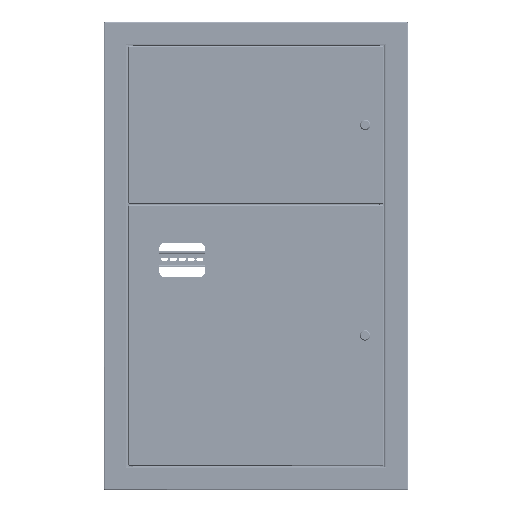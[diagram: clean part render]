
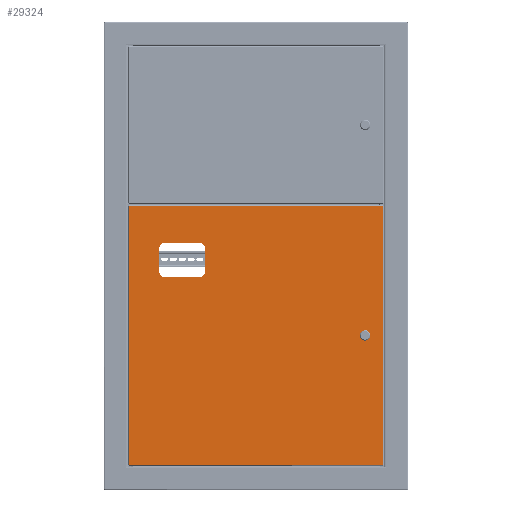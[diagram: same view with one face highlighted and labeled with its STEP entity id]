
A CAD part, top view. The second image highlights one B-rep face of the part: STEP entity #29324.
In plain terms, the highlighted planar face has unit normal (0, 0, 1).
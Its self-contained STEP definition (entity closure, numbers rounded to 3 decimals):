
#324 = VERTEX_POINT ( 'NONE', #68610 ) ;
#760 = CARTESIAN_POINT ( 'NONE',  ( 461.9, 465.7, 0. ) ) ;
#852 = CARTESIAN_POINT ( 'NONE',  ( 282.099, 31.5, 0. ) ) ;
#1067 = VECTOR ( 'NONE', #31550, 1000. ) ;
#1138 = VECTOR ( 'NONE', #34002, 1000. ) ;
#1356 = ORIENTED_EDGE ( 'NONE', *, *, #27705, .T. ) ;
#2246 = VERTEX_POINT ( 'NONE', #33071 ) ;
#2275 = ORIENTED_EDGE ( 'NONE', *, *, #22041, .F. ) ;
#2342 = CARTESIAN_POINT ( 'NONE',  ( 461.9, 480.7, 0. ) ) ;
#2732 = AXIS2_PLACEMENT_3D ( 'NONE', #23436, #30100, #7494 ) ;
#2766 = VERTEX_POINT ( 'NONE', #65904 ) ;
#2812 = DIRECTION ( 'NONE',  ( -1., 0., 0. ) ) ;
#3062 = FACE_BOUND ( 'NONE', #10471, .T. ) ;
#3893 = CARTESIAN_POINT ( 'NONE',  ( 461.9, 396.2, 0. ) ) ;
#3953 = DIRECTION ( 'NONE',  ( 1., 0., 0. ) ) ;
#4014 = VECTOR ( 'NONE', #31849, 1000. ) ;
#4314 = DIRECTION ( 'NONE',  ( 0., 0., 1. ) ) ;
#4588 = DIRECTION ( 'NONE',  ( 0., 1., 0. ) ) ;
#4722 = EDGE_CURVE ( 'NONE', #59401, #44519, #46682, .T. ) ;
#5115 = VECTOR ( 'NONE', #24525, 1000. ) ;
#5186 = VERTEX_POINT ( 'NONE', #10828 ) ;
#5465 = EDGE_CURVE ( 'NONE', #46874, #40983, #62168, .T. ) ;
#6240 = VECTOR ( 'NONE', #52302, 1000. ) ;
#6353 = VERTEX_POINT ( 'NONE', #31272 ) ;
#6358 = ORIENTED_EDGE ( 'NONE', *, *, #4722, .F. ) ;
#6980 = CARTESIAN_POINT ( 'NONE',  ( 274.801, 48.5, 0. ) ) ;
#7494 = DIRECTION ( 'NONE',  ( 1., 0., 0. ) ) ;
#7934 = CARTESIAN_POINT ( 'NONE',  ( 1.7, 1.7, 0. ) ) ;
#8100 = AXIS2_PLACEMENT_3D ( 'NONE', #3893, #30969, #2812 ) ;
#8157 = EDGE_LOOP ( 'NONE', ( #43738, #13573, #72324, #1356 ) ) ;
#9508 = LINE ( 'NONE', #50216, #20934 ) ;
#9653 = DIRECTION ( 'NONE',  ( 0., 0., 1. ) ) ;
#10471 = EDGE_LOOP ( 'NONE', ( #19622, #6358, #70743, #44617, #2275 ) ) ;
#10828 = CARTESIAN_POINT ( 'NONE',  ( 417.4, 480.7, 0. ) ) ;
#11015 = AXIS2_PLACEMENT_3D ( 'NONE', #62866, #34371, #62492 ) ;
#12012 = DIRECTION ( 'NONE',  ( -1., 0., 0. ) ) ;
#12029 = EDGE_CURVE ( 'NONE', #5186, #62734, #51253, .T. ) ;
#13573 = ORIENTED_EDGE ( 'NONE', *, *, #42397, .T. ) ;
#13948 = VERTEX_POINT ( 'NONE', #59077 ) ;
#14204 = FACE_BOUND ( 'NONE', #34491, .T. ) ;
#14251 = CARTESIAN_POINT ( 'NONE',  ( 402.4, 396.2, 0. ) ) ;
#16437 = LINE ( 'NONE', #38995, #6240 ) ;
#16443 = LINE ( 'NONE', #28290, #37869 ) ;
#18744 = CARTESIAN_POINT ( 'NONE',  ( 282.099, 48.5, 0. ) ) ;
#19383 = DIRECTION ( 'NONE',  ( 0., 0., -1. ) ) ;
#19622 = ORIENTED_EDGE ( 'NONE', *, *, #33780, .F. ) ;
#19855 = EDGE_CURVE ( 'NONE', #27718, #21582, #35337, .T. ) ;
#20082 = CARTESIAN_POINT ( 'NONE',  ( 555.2, 0., 0. ) ) ;
#20114 = DIRECTION ( 'NONE',  ( -1., 0., 0. ) ) ;
#20310 = ORIENTED_EDGE ( 'NONE', *, *, #19855, .F. ) ;
#20934 = VECTOR ( 'NONE', #3953, 1000. ) ;
#21582 = VERTEX_POINT ( 'NONE', #46358 ) ;
#22041 = EDGE_CURVE ( 'NONE', #47191, #13948, #47311, .T. ) ;
#22814 = DIRECTION ( 'NONE',  ( 0., -1., 0. ) ) ;
#23436 = CARTESIAN_POINT ( 'NONE',  ( 278.45, 40., 0. ) ) ;
#24007 = AXIS2_PLACEMENT_3D ( 'NONE', #54079, #9653, #38137 ) ;
#24505 = EDGE_CURVE ( 'NONE', #21582, #46874, #16443, .T. ) ;
#24525 = DIRECTION ( 'NONE',  ( -1., 0., 0. ) ) ;
#24799 = DIRECTION ( 'NONE',  ( 1., 0., 0. ) ) ;
#27705 = EDGE_CURVE ( 'NONE', #324, #53310, #44346, .T. ) ;
#27718 = VERTEX_POINT ( 'NONE', #39163 ) ;
#28290 = CARTESIAN_POINT ( 'NONE',  ( 476.9, 465.7, 0. ) ) ;
#29172 = ORIENTED_EDGE ( 'NONE', *, *, #24505, .F. ) ;
#29324 = ADVANCED_FACE ( 'NONE', ( #14204, #3062, #53774 ), #42682, .F. ) ;
#29549 = ORIENTED_EDGE ( 'NONE', *, *, #64701, .F. ) ;
#30100 = DIRECTION ( 'NONE',  ( 0., 0., 1. ) ) ;
#30864 = VECTOR ( 'NONE', #22814, 1000. ) ;
#30969 = DIRECTION ( 'NONE',  ( 0., 0., 1. ) ) ;
#30988 = ORIENTED_EDGE ( 'NONE', *, *, #12029, .F. ) ;
#31179 = VECTOR ( 'NONE', #12012, 1000. ) ;
#31272 = CARTESIAN_POINT ( 'NONE',  ( 555.2, 544., 0. ) ) ;
#31550 = DIRECTION ( 'NONE',  ( 0., 1., 0. ) ) ;
#31735 = DIRECTION ( 'NONE',  ( 1., 0., 0. ) ) ;
#31813 = LINE ( 'NONE', #48802, #5115 ) ;
#31849 = DIRECTION ( 'NONE',  ( -1., 0., 0. ) ) ;
#32278 = LINE ( 'NONE', #20082, #1067 ) ;
#32805 = CARTESIAN_POINT ( 'NONE',  ( 402.4, 465.7, 0. ) ) ;
#32968 = CARTESIAN_POINT ( 'NONE',  ( 417.4, 381.2, 0. ) ) ;
#33071 = CARTESIAN_POINT ( 'NONE',  ( 555.2, 1.7, 0. ) ) ;
#33586 = EDGE_CURVE ( 'NONE', #2766, #59401, #66538, .T. ) ;
#33683 = AXIS2_PLACEMENT_3D ( 'NONE', #59848, #4314, #31735 ) ;
#33780 = EDGE_CURVE ( 'NONE', #44519, #47191, #31813, .T. ) ;
#34002 = DIRECTION ( 'NONE',  ( 0., -1., 0. ) ) ;
#34371 = DIRECTION ( 'NONE',  ( 0., 0., 1. ) ) ;
#34491 = EDGE_LOOP ( 'NONE', ( #29172, #20310, #73015, #29549, #35856, #30988, #41433, #36966 ) ) ;
#34768 = EDGE_CURVE ( 'NONE', #58618, #27718, #16437, .T. ) ;
#35182 = CARTESIAN_POINT ( 'NONE',  ( 278.45, 40., 0. ) ) ;
#35337 = CIRCLE ( 'NONE', #8100, 15. ) ;
#35856 = ORIENTED_EDGE ( 'NONE', *, *, #46522, .F. ) ;
#35884 = CARTESIAN_POINT ( 'NONE',  ( 461.9, 480.7, 0. ) ) ;
#35928 = CARTESIAN_POINT ( 'NONE',  ( 476.9, 465.7, 0. ) ) ;
#36049 = EDGE_CURVE ( 'NONE', #40983, #5186, #63075, .T. ) ;
#36624 = AXIS2_PLACEMENT_3D ( 'NONE', #70063, #19383, #20114 ) ;
#36966 = ORIENTED_EDGE ( 'NONE', *, *, #5465, .F. ) ;
#37869 = VECTOR ( 'NONE', #4588, 1000. ) ;
#38137 = DIRECTION ( 'NONE',  ( -1., 0., 0. ) ) ;
#38995 = CARTESIAN_POINT ( 'NONE',  ( 461.9, 381.2, 0. ) ) ;
#39163 = CARTESIAN_POINT ( 'NONE',  ( 461.9, 381.2, 0. ) ) ;
#39669 = AXIS2_PLACEMENT_3D ( 'NONE', #760, #45914, #68847 ) ;
#40983 = VERTEX_POINT ( 'NONE', #35884 ) ;
#41433 = ORIENTED_EDGE ( 'NONE', *, *, #36049, .F. ) ;
#42397 = EDGE_CURVE ( 'NONE', #2246, #6353, #32278, .T. ) ;
#42682 = PLANE ( 'NONE',  #36624 ) ;
#43738 = ORIENTED_EDGE ( 'NONE', *, *, #56059, .T. ) ;
#44259 = LINE ( 'NONE', #32805, #30864 ) ;
#44346 = LINE ( 'NONE', #51028, #1138 ) ;
#44519 = VERTEX_POINT ( 'NONE', #18744 ) ;
#44617 = ORIENTED_EDGE ( 'NONE', *, *, #62819, .F. ) ;
#45282 = CIRCLE ( 'NONE', #24007, 15. ) ;
#45914 = DIRECTION ( 'NONE',  ( 0., 0., 1. ) ) ;
#46358 = CARTESIAN_POINT ( 'NONE',  ( 476.9, 396.2, 0. ) ) ;
#46522 = EDGE_CURVE ( 'NONE', #62734, #71110, #44259, .T. ) ;
#46682 = CIRCLE ( 'NONE', #33683, 9.25 ) ;
#46874 = VERTEX_POINT ( 'NONE', #35928 ) ;
#47191 = VERTEX_POINT ( 'NONE', #6980 ) ;
#47311 = CIRCLE ( 'NONE', #55598, 9.25 ) ;
#48656 = VECTOR ( 'NONE', #51560, 1000. ) ;
#48802 = CARTESIAN_POINT ( 'NONE',  ( 282.099, 48.5, 0. ) ) ;
#50216 = CARTESIAN_POINT ( 'NONE',  ( 1.7, 1.7, 0. ) ) ;
#50836 = CARTESIAN_POINT ( 'NONE',  ( 402.4, 465.7, 0. ) ) ;
#51028 = CARTESIAN_POINT ( 'NONE',  ( 1.7, 544.823, 0. ) ) ;
#51253 = CIRCLE ( 'NONE', #11015, 15. ) ;
#51560 = DIRECTION ( 'NONE',  ( 1., 0., 0. ) ) ;
#52302 = DIRECTION ( 'NONE',  ( 1., 0., 0. ) ) ;
#52618 = EDGE_CURVE ( 'NONE', #6353, #324, #59598, .T. ) ;
#53310 = VERTEX_POINT ( 'NONE', #7934 ) ;
#53774 = FACE_OUTER_BOUND ( 'NONE', #8157, .T. ) ;
#54035 = CARTESIAN_POINT ( 'NONE',  ( 556.023, 544., 0. ) ) ;
#54079 = CARTESIAN_POINT ( 'NONE',  ( 417.4, 396.2, 0. ) ) ;
#55598 = AXIS2_PLACEMENT_3D ( 'NONE', #35182, #68839, #24799 ) ;
#56059 = EDGE_CURVE ( 'NONE', #53310, #2246, #9508, .T. ) ;
#58618 = VERTEX_POINT ( 'NONE', #32968 ) ;
#59077 = CARTESIAN_POINT ( 'NONE',  ( 274.801, 31.5, 0. ) ) ;
#59401 = VERTEX_POINT ( 'NONE', #67465 ) ;
#59598 = LINE ( 'NONE', #54035, #4014 ) ;
#59848 = CARTESIAN_POINT ( 'NONE',  ( 278.45, 40., 0. ) ) ;
#62168 = CIRCLE ( 'NONE', #39669, 15. ) ;
#62492 = DIRECTION ( 'NONE',  ( -1., 0., 0. ) ) ;
#62734 = VERTEX_POINT ( 'NONE', #50836 ) ;
#62819 = EDGE_CURVE ( 'NONE', #13948, #2766, #68580, .T. ) ;
#62866 = CARTESIAN_POINT ( 'NONE',  ( 417.4, 465.7, 0. ) ) ;
#63075 = LINE ( 'NONE', #2342, #31179 ) ;
#64701 = EDGE_CURVE ( 'NONE', #71110, #58618, #45282, .T. ) ;
#65904 = CARTESIAN_POINT ( 'NONE',  ( 282.099, 31.5, 0. ) ) ;
#66538 = CIRCLE ( 'NONE', #2732, 9.25 ) ;
#67465 = CARTESIAN_POINT ( 'NONE',  ( 287.7, 40., 0. ) ) ;
#68580 = LINE ( 'NONE', #852, #48656 ) ;
#68610 = CARTESIAN_POINT ( 'NONE',  ( 1.7, 544., 0. ) ) ;
#68839 = DIRECTION ( 'NONE',  ( 0., 0., 1. ) ) ;
#68847 = DIRECTION ( 'NONE',  ( -1., 0., 0. ) ) ;
#70063 = CARTESIAN_POINT ( 'NONE',  ( 0., 545.7, 0. ) ) ;
#70743 = ORIENTED_EDGE ( 'NONE', *, *, #33586, .F. ) ;
#71110 = VERTEX_POINT ( 'NONE', #14251 ) ;
#72324 = ORIENTED_EDGE ( 'NONE', *, *, #52618, .T. ) ;
#73015 = ORIENTED_EDGE ( 'NONE', *, *, #34768, .F. ) ;
